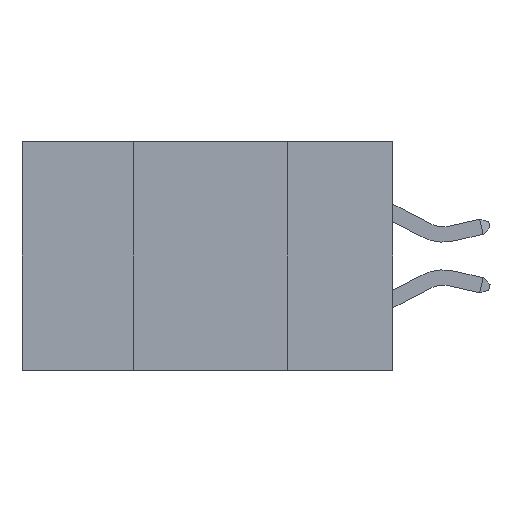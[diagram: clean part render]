
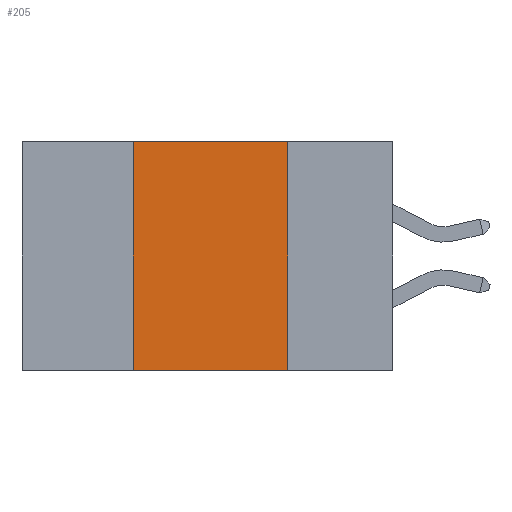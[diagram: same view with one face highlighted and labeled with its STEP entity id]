
A CAD part, left-side view. The second image highlights one B-rep face of the part: STEP entity #205.
In plain terms, the highlighted planar face has unit normal (-1, 0, 0).
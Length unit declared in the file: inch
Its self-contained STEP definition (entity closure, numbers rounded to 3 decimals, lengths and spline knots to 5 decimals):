
#205 = ADVANCED_FACE ( 'NONE', ( #3462 ), #33065, .F. ) ;
#1020 = CARTESIAN_POINT ( 'NONE',  ( 0., 0.42, 0. ) ) ;
#1034 = CARTESIAN_POINT ( 'NONE',  ( 0., 0.17, 0. ) ) ;
#1553 = VECTOR ( 'NONE', #7904, 39.37008 ) ;
#2785 = CARTESIAN_POINT ( 'NONE',  ( 0., 0.6, 0. ) ) ;
#3462 = FACE_OUTER_BOUND ( 'NONE', #8851, .T. ) ;
#6212 = VERTEX_POINT ( 'NONE', #24397 ) ;
#7094 = LINE ( 'NONE', #1020, #11522 ) ;
#7873 = DIRECTION ( 'NONE',  ( 1., 0., 0. ) ) ;
#7904 = DIRECTION ( 'NONE',  ( 0., 0., -1. ) ) ;
#8380 = VECTOR ( 'NONE', #26525, 39.37008 ) ;
#8497 = EDGE_CURVE ( 'NONE', #23205, #10276, #31579, .T. ) ;
#8529 = CARTESIAN_POINT ( 'NONE',  ( 0., 0.6, -0.37 ) ) ;
#8785 = DIRECTION ( 'NONE',  ( 0., -1., 0. ) ) ;
#8851 = EDGE_LOOP ( 'NONE', ( #27349, #22851, #26610, #30005 ) ) ;
#10276 = VERTEX_POINT ( 'NONE', #1034 ) ;
#11522 = VECTOR ( 'NONE', #31826, 39.37008 ) ;
#12491 = CARTESIAN_POINT ( 'NONE',  ( 0., 0.42, 0. ) ) ;
#15229 = LINE ( 'NONE', #8529, #8380 ) ;
#16402 = LINE ( 'NONE', #28570, #1553 ) ;
#18448 = EDGE_CURVE ( 'NONE', #10276, #6212, #16402, .T. ) ;
#19844 = EDGE_CURVE ( 'NONE', #26275, #23205, #7094, .T. ) ;
#22851 = ORIENTED_EDGE ( 'NONE', *, *, #8497, .F. ) ;
#23205 = VERTEX_POINT ( 'NONE', #12491 ) ;
#24397 = CARTESIAN_POINT ( 'NONE',  ( 0., 0.17, -0.37 ) ) ;
#24730 = EDGE_CURVE ( 'NONE', #26275, #6212, #15229, .T. ) ;
#25151 = VECTOR ( 'NONE', #8785, 39.37008 ) ;
#25743 = CARTESIAN_POINT ( 'NONE',  ( 0., 0.6, 0. ) ) ;
#25798 = AXIS2_PLACEMENT_3D ( 'NONE', #25743, #7873, #26064 ) ;
#26064 = DIRECTION ( 'NONE',  ( 0., 0., -1. ) ) ;
#26275 = VERTEX_POINT ( 'NONE', #27418 ) ;
#26525 = DIRECTION ( 'NONE',  ( 0., -1., 0. ) ) ;
#26610 = ORIENTED_EDGE ( 'NONE', *, *, #19844, .F. ) ;
#27349 = ORIENTED_EDGE ( 'NONE', *, *, #18448, .F. ) ;
#27418 = CARTESIAN_POINT ( 'NONE',  ( 0., 0.42, -0.37 ) ) ;
#28570 = CARTESIAN_POINT ( 'NONE',  ( 0., 0.17, 0. ) ) ;
#30005 = ORIENTED_EDGE ( 'NONE', *, *, #24730, .T. ) ;
#31579 = LINE ( 'NONE', #2785, #25151 ) ;
#31826 = DIRECTION ( 'NONE',  ( 0., 0., 1. ) ) ;
#33065 = PLANE ( 'NONE',  #25798 ) ;
